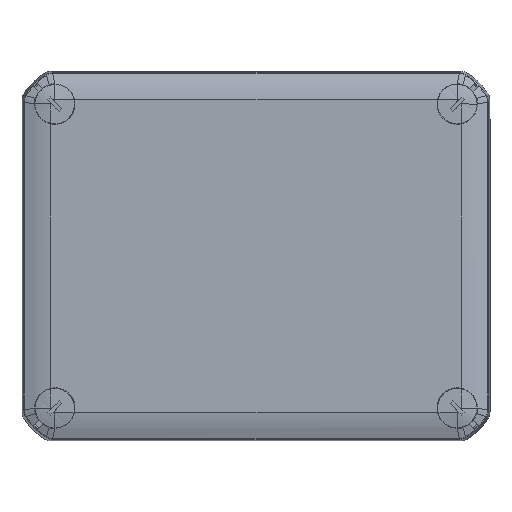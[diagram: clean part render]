
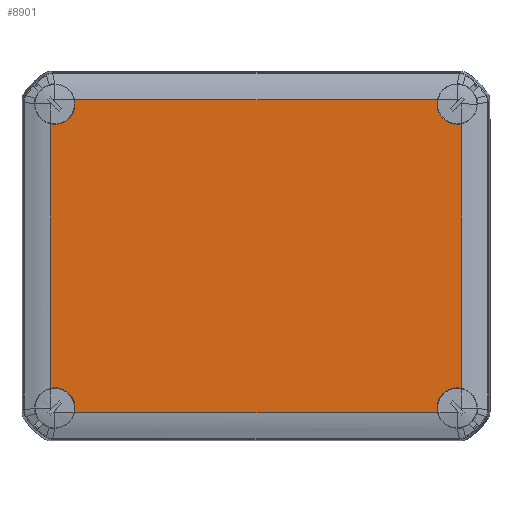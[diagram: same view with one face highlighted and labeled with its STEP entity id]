
A CAD part, top view. The second image highlights one B-rep face of the part: STEP entity #8901.
In plain terms, the highlighted face is planar.
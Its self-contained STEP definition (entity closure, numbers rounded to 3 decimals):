
#3740 = CARTESIAN_POINT ( 'NONE',  ( 87.682, -91.9, -17. ) ) ;
#8901 = ADVANCED_FACE ( 'NONE', ( #37754 ), #24885, .T. ) ;
#8936 = EDGE_CURVE ( 'NONE', #109075, #116459, #72707, .T. ) ;
#10645 = ORIENTED_EDGE ( 'NONE', *, *, #27230, .T. ) ;
#12640 = EDGE_CURVE ( 'NONE', #131289, #19056, #74450, .T. ) ;
#14683 = CARTESIAN_POINT ( 'NONE',  ( 81.68, 33.313, -17. ) ) ;
#15243 = DIRECTION ( 'NONE',  ( -1., 0., 0. ) ) ;
#15275 = ORIENTED_EDGE ( 'NONE', *, *, #25973, .T. ) ;
#17410 = ORIENTED_EDGE ( 'NONE', *, *, #69286, .T. ) ;
#19056 = VERTEX_POINT ( 'NONE', #49824 ) ;
#23159 = ORIENTED_EDGE ( 'NONE', *, *, #108636, .T. ) ;
#24563 = CARTESIAN_POINT ( 'NONE',  ( -83.5, -95.083, -17. ) ) ;
#24885 = PLANE ( 'NONE',  #55350 ) ;
#25973 = EDGE_CURVE ( 'NONE', #46662, #109075, #56930, .T. ) ;
#27230 = EDGE_CURVE ( 'NONE', #65080, #36160, #118316, .T. ) ;
#28663 = DIRECTION ( 'NONE',  ( -1., 0., 0. ) ) ;
#29249 = CARTESIAN_POINT ( 'NONE',  ( -83.5, -82.075, -17. ) ) ;
#30449 = CIRCLE ( 'NONE', #123712, 8.21 ) ;
#33478 = VERTEX_POINT ( 'NONE', #123827 ) ;
#34797 = EDGE_CURVE ( 'NONE', #33478, #131289, #113400, .T. ) ;
#36061 = ORIENTED_EDGE ( 'NONE', *, *, #34797, .T. ) ;
#36160 = VERTEX_POINT ( 'NONE', #77861 ) ;
#37319 = VECTOR ( 'NONE', #84378, 1000. ) ;
#37754 = FACE_OUTER_BOUND ( 'NONE', #107853, .T. ) ;
#41120 = DIRECTION ( 'NONE',  ( -1., 0., 0. ) ) ;
#44437 = CARTESIAN_POINT ( 'NONE',  ( -73.675, 35.133, -17. ) ) ;
#46247 = AXIS2_PLACEMENT_3D ( 'NONE', #80305, #70146, #28663 ) ;
#46662 = VERTEX_POINT ( 'NONE', #44437 ) ;
#47277 = DIRECTION ( 'NONE',  ( 0., 0., 1. ) ) ;
#47945 = DIRECTION ( 'NONE',  ( -1., 0., 0. ) ) ;
#49769 = VECTOR ( 'NONE', #89506, 1000. ) ;
#49824 = CARTESIAN_POINT ( 'NONE',  ( -73.675, -91.9, -17. ) ) ;
#54477 = CARTESIAN_POINT ( 'NONE',  ( 83.5, -95.083, -17. ) ) ;
#55350 = AXIS2_PLACEMENT_3D ( 'NONE', #117947, #130814, #47945 ) ;
#56767 = VECTOR ( 'NONE', #106757, 1000. ) ;
#56818 = CARTESIAN_POINT ( 'NONE',  ( 73.675, 35.133, -17. ) ) ;
#56930 = LINE ( 'NONE', #98329, #49769 ) ;
#58140 = DIRECTION ( 'NONE',  ( -1., 0., 0. ) ) ;
#58457 = CARTESIAN_POINT ( 'NONE',  ( -81.68, 33.313, -17. ) ) ;
#60871 = DIRECTION ( 'NONE',  ( 0., 0., 1. ) ) ;
#63983 = AXIS2_PLACEMENT_3D ( 'NONE', #14683, #47277, #58140 ) ;
#65080 = VERTEX_POINT ( 'NONE', #29249 ) ;
#68675 = CARTESIAN_POINT ( 'NONE',  ( 73.675, -91.9, -17. ) ) ;
#69286 = EDGE_CURVE ( 'NONE', #116459, #33478, #104718, .T. ) ;
#70146 = DIRECTION ( 'NONE',  ( 0., 0., 1. ) ) ;
#71346 = DIRECTION ( 'NONE',  ( -1., 0., 0. ) ) ;
#72707 = CIRCLE ( 'NONE', #63983, 8.21 ) ;
#73075 = CARTESIAN_POINT ( 'NONE',  ( -81.68, -90.08, -17. ) ) ;
#74450 = LINE ( 'NONE', #3740, #133519 ) ;
#77861 = CARTESIAN_POINT ( 'NONE',  ( -83.5, 25.308, -17. ) ) ;
#80305 = CARTESIAN_POINT ( 'NONE',  ( 81.68, -90.08, -17. ) ) ;
#82205 = ORIENTED_EDGE ( 'NONE', *, *, #12640, .T. ) ;
#84378 = DIRECTION ( 'NONE',  ( 0., -1., 0. ) ) ;
#89506 = DIRECTION ( 'NONE',  ( 1., 0., 0. ) ) ;
#90549 = AXIS2_PLACEMENT_3D ( 'NONE', #73075, #60871, #41120 ) ;
#96138 = CARTESIAN_POINT ( 'NONE',  ( 83.5, 25.308, -17. ) ) ;
#98329 = CARTESIAN_POINT ( 'NONE',  ( 87.682, 35.133, -17. ) ) ;
#99863 = DIRECTION ( 'NONE',  ( 0., 0., 1. ) ) ;
#103624 = ORIENTED_EDGE ( 'NONE', *, *, #125792, .T. ) ;
#104718 = LINE ( 'NONE', #54477, #37319 ) ;
#106757 = DIRECTION ( 'NONE',  ( 0., 1., 0. ) ) ;
#107853 = EDGE_LOOP ( 'NONE', ( #111002, #17410, #36061, #82205, #103624, #10645, #23159, #15275 ) ) ;
#108636 = EDGE_CURVE ( 'NONE', #36160, #46662, #30449, .T. ) ;
#109075 = VERTEX_POINT ( 'NONE', #56818 ) ;
#110106 = CIRCLE ( 'NONE', #90549, 8.21 ) ;
#111002 = ORIENTED_EDGE ( 'NONE', *, *, #8936, .T. ) ;
#113400 = CIRCLE ( 'NONE', #46247, 8.21 ) ;
#116459 = VERTEX_POINT ( 'NONE', #96138 ) ;
#117947 = CARTESIAN_POINT ( 'NONE',  ( 87.682, -95.083, -17. ) ) ;
#118316 = LINE ( 'NONE', #24563, #56767 ) ;
#123712 = AXIS2_PLACEMENT_3D ( 'NONE', #58457, #99863, #71346 ) ;
#123827 = CARTESIAN_POINT ( 'NONE',  ( 83.5, -82.075, -17. ) ) ;
#125792 = EDGE_CURVE ( 'NONE', #19056, #65080, #110106, .T. ) ;
#130814 = DIRECTION ( 'NONE',  ( 0., 0., -1. ) ) ;
#131289 = VERTEX_POINT ( 'NONE', #68675 ) ;
#133519 = VECTOR ( 'NONE', #15243, 1000. ) ;
